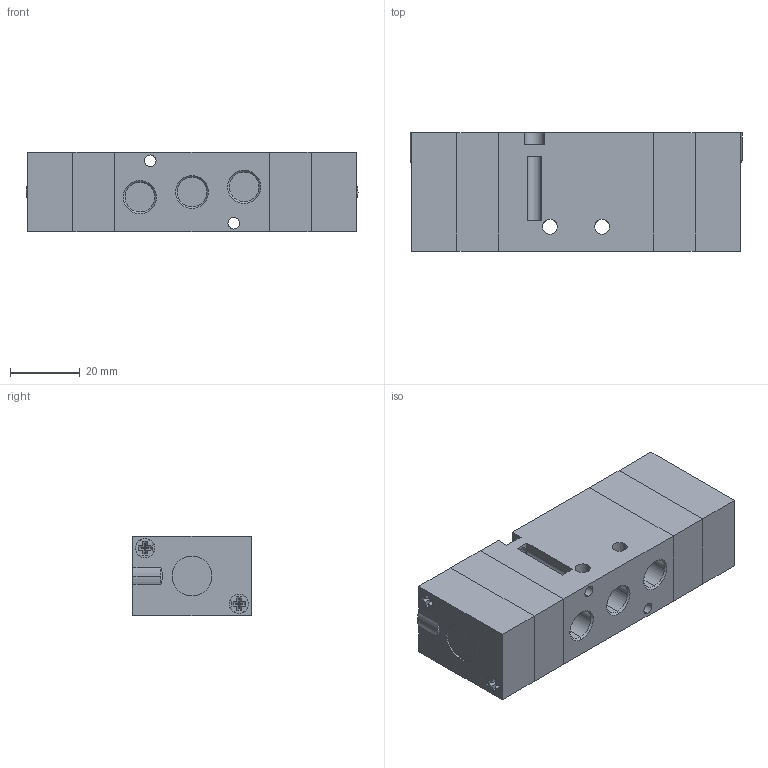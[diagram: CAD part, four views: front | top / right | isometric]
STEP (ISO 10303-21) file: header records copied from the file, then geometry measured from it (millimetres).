
FILE_DESCRIPTION (( 'STEP AP203' ), '1' );
FILE_NAME ('SFP3200.STEP', '2016-01-13T02:35:26', ( 'yrd8' ), ( 'Hewlett-Packard Company' ), 'SwSTEP 2.0', 'SolidWorks 2008', '' );
FILE_SCHEMA (( 'CONFIG_CONTROL_DESIGN' ));
Length unit declared in the file: millimetre
Products named in the file (4): SFP3000 BODY_ル遽; SFP3000 Semi Pilot_ル遽; SFP3000 SEMY_ル遽; SFP3200
Assembly tree (5 placements, depth 2):
  SFP3200
    SFP3000 BODY_ル遽
    SFP3000 SEMY_ル遽  x2
    SFP3000 Semi Pilot_ル遽  x2
Bounding box: 95.5 x 34 x 23 mm (x, y, z)
Volume: 68819.8 mm3; surface area: 21615 mm2
Topology: 5 solids, 5 shells, 185 faces, 446 edges, 290 vertices
Faces by surface type: plane 113, cylinder 56, cone 14, torus 2
Entity records: 4104 total; most frequent: DIRECTION 658, CARTESIAN_POINT 623, ORIENTED_EDGE 594, EDGE_CURVE 297, AXIS2_PLACEMENT_3D 229, VECTOR 200, LINE 200, VERTEX_POINT 194
